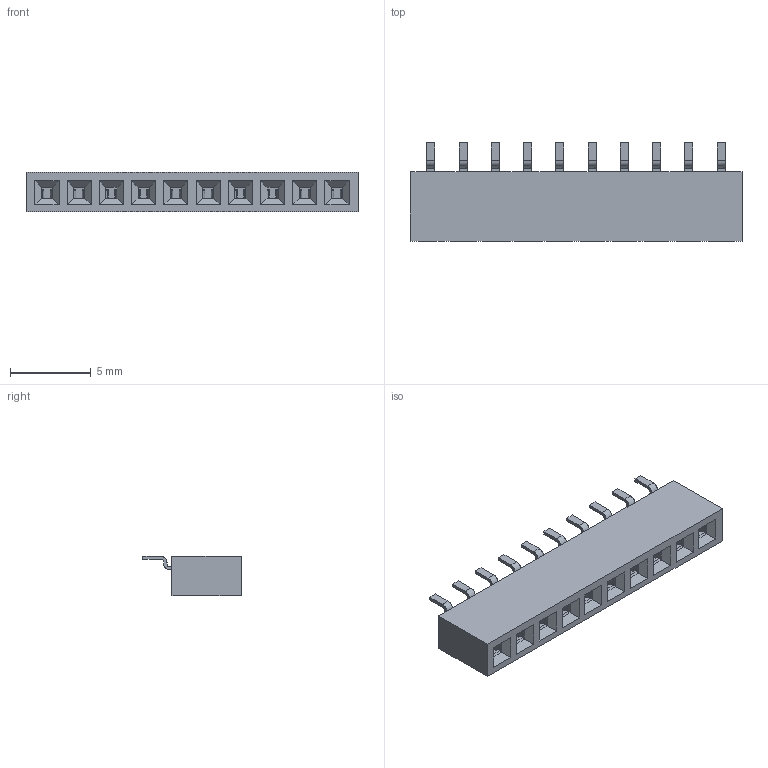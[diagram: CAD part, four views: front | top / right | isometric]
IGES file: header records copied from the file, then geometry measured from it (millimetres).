
Start section: ZWSOFT
Global section: file name: 2243-1XXZXXCUNX1.igs; native system: ZW3D; preprocessor: 1.0; author: ZW3D; organization: ZWSOFT; date: 230415.140949; units: millimetre
Bounding box: 20.6 x 6.1 x 2.45 mm (x, y, z)
Surface area: 729.8 mm2 (no closed solid volume)
Topology: 0 solids, 0 shells, 1156 faces, 6742 edges, 6702 vertices
Faces by surface type: bspline 1156
